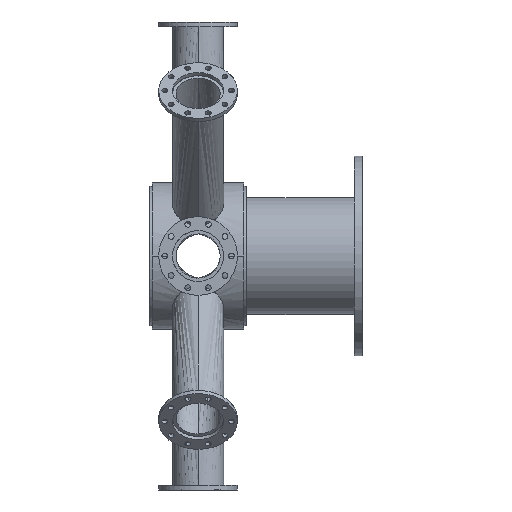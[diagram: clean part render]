
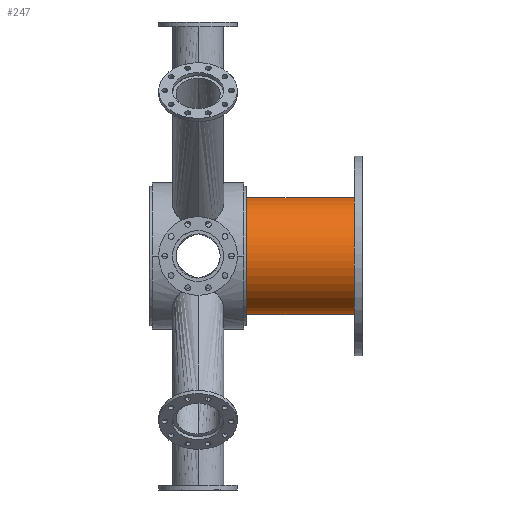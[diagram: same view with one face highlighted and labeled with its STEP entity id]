
A CAD part, left-side view. The second image highlights one B-rep face of the part: STEP entity #247.
In plain terms, the highlighted free-form (B-spline) face has degree [2, 1] with [5, 2] control points.
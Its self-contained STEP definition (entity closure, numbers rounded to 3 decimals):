
#124 = VERTEX_POINT('',#125);
#125 = CARTESIAN_POINT('',(0.,-321.941,
    -171.031));
#126 = VERTEX_POINT('',#127);
#127 = CARTESIAN_POINT('',(0.,-321.941,171.031));
#135 = EDGE_CURVE('',#124,#136,#138,.T.);
#136 = VERTEX_POINT('',#137);
#137 = CARTESIAN_POINT('',(0.,0.,
    -171.031));
#138 = B_SPLINE_CURVE_WITH_KNOTS('',1,(#139,#140),.UNSPECIFIED.,.F.,.F.,
  (2,2),(0.,304.8),.PIECEWISE_BEZIER_KNOTS.);
#139 = CARTESIAN_POINT('',(0.,-321.941,
    -171.031));
#140 = CARTESIAN_POINT('',(0.,0.,-171.031));
#143 = VERTEX_POINT('',#144);
#144 = CARTESIAN_POINT('',(0.,0.,171.031));
#152 = EDGE_CURVE('',#126,#143,#153,.T.);
#153 = B_SPLINE_CURVE_WITH_KNOTS('',1,(#154,#155),.UNSPECIFIED.,.F.,.F.,
  (2,2),(0.,304.8),.PIECEWISE_BEZIER_KNOTS.);
#154 = CARTESIAN_POINT('',(0.,-321.941,171.031));
#155 = CARTESIAN_POINT('',(0.,0.,171.031));
#247 = ADVANCED_FACE('',(#248),#268,.T.);
#248 = FACE_BOUND('',#249,.T.);
#249 = EDGE_LOOP('',(#250,#251,#259,#260));
#250 = ORIENTED_EDGE('',*,*,#135,.F.);
#251 = ORIENTED_EDGE('',*,*,#252,.F.);
#252 = EDGE_CURVE('',#126,#124,#253,.T.);
#253 = ( BOUNDED_CURVE() B_SPLINE_CURVE(2,(#254,#255,#256,#257,#258),
.UNSPECIFIED.,.F.,.F.) B_SPLINE_CURVE_WITH_KNOTS((3,2,3),(3.142,
4.712,6.283),.PIECEWISE_BEZIER_KNOTS.) CURVE() 
GEOMETRIC_REPRESENTATION_ITEM() RATIONAL_B_SPLINE_CURVE((1.,
0.707,1.,0.707,1.)) REPRESENTATION_ITEM('') );
#254 = CARTESIAN_POINT('',(0.,-321.941,
    171.031));
#255 = CARTESIAN_POINT('',(-171.031,-321.941,
    171.031));
#256 = CARTESIAN_POINT('',(-171.031,-321.941,
    0.));
#257 = CARTESIAN_POINT('',(-171.031,-321.941,
    -171.031));
#258 = CARTESIAN_POINT('',(0.,-321.941,
    -171.031));
#259 = ORIENTED_EDGE('',*,*,#152,.T.);
#260 = ORIENTED_EDGE('',*,*,#261,.T.);
#261 = EDGE_CURVE('',#143,#136,#262,.T.);
#262 = ( BOUNDED_CURVE() B_SPLINE_CURVE(2,(#263,#264,#265,#266,#267),
.UNSPECIFIED.,.F.,.F.) B_SPLINE_CURVE_WITH_KNOTS((3,2,3),(3.142,
4.712,6.283),.PIECEWISE_BEZIER_KNOTS.) CURVE() 
GEOMETRIC_REPRESENTATION_ITEM() RATIONAL_B_SPLINE_CURVE((1.,
0.707,1.,0.707,1.)) REPRESENTATION_ITEM('') );
#263 = CARTESIAN_POINT('',(0.,0.,
    171.031));
#264 = CARTESIAN_POINT('',(-171.031,0.,
    171.031));
#265 = CARTESIAN_POINT('',(-171.031,0.,
    0.));
#266 = CARTESIAN_POINT('',(-171.031,0.,
    -171.031));
#267 = CARTESIAN_POINT('',(0.,0.,
    -171.031));
#268 = ( BOUNDED_SURFACE() B_SPLINE_SURFACE(2,1,(
    (#269,#270)
    ,(#271,#272)
    ,(#273,#274)
    ,(#275,#276)
,(#277,#278
    )),.UNSPECIFIED.,.F.,.F.,.F.) B_SPLINE_SURFACE_WITH_KNOTS((3,2,3),(2
    ,2),(3.142,4.712,6.283),(0.,304.8),
.PIECEWISE_BEZIER_KNOTS.) GEOMETRIC_REPRESENTATION_ITEM() 
RATIONAL_B_SPLINE_SURFACE((
    (1.,1.)
    ,(0.707,0.707)
    ,(1.,1.)
    ,(0.707,0.707)
,(1.,1.))) REPRESENTATION_ITEM('') SURFACE() );
#269 = CARTESIAN_POINT('',(0.,-321.941,
    -171.031));
#270 = CARTESIAN_POINT('',(0.,0.,-171.031));
#271 = CARTESIAN_POINT('',(-171.031,-321.941,
    -171.031));
#272 = CARTESIAN_POINT('',(-171.031,0.,-171.031));
#273 = CARTESIAN_POINT('',(-171.031,-321.941,
    0.));
#274 = CARTESIAN_POINT('',(-171.031,0.,0.));
#275 = CARTESIAN_POINT('',(-171.031,-321.941,
    171.031));
#276 = CARTESIAN_POINT('',(-171.031,0.,171.031));
#277 = CARTESIAN_POINT('',(0.,-321.941,
    171.031));
#278 = CARTESIAN_POINT('',(0.,0.,171.031));
